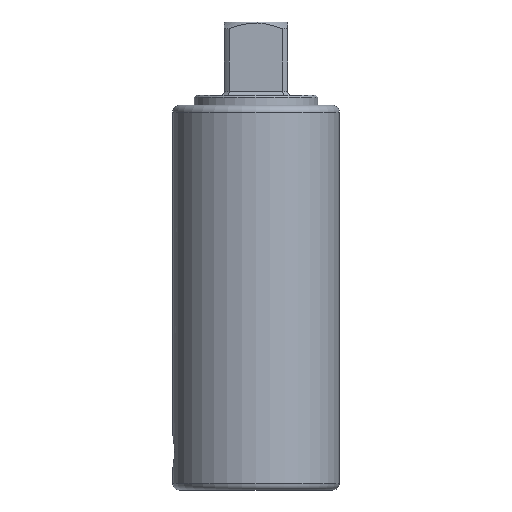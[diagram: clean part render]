
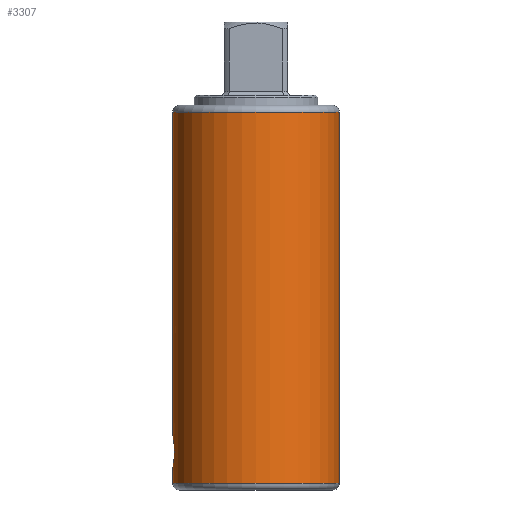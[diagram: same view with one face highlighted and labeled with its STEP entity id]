
A CAD part, left-side view. The second image highlights one B-rep face of the part: STEP entity #3307.
In plain terms, the highlighted cylindrical face has radius 12.5 mm (diameter 25 mm), a partial arc.
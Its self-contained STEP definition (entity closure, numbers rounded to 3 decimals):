
#2975=CARTESIAN_POINT('',(0.,0.,56.4));
#2976=DIRECTION('',(0.,0.,-1.));
#2977=DIRECTION('',(0.,-1.,0.));
#2978=AXIS2_PLACEMENT_3D('',#2975,#2976,#2977);
#2980=CARTESIAN_POINT('',(0.,0.,0.7));
#2981=DIRECTION('',(0.,0.,-1.));
#2982=DIRECTION('',(0.,-1.,0.));
#2983=AXIS2_PLACEMENT_3D('',#2980,#2981,#2982);
#2985=CARTESIAN_POINT('',(0.,12.5,8.));
#2986=CARTESIAN_POINT('',(-0.184,12.5,8.));
#2987=CARTESIAN_POINT('',(-0.547,12.492,
7.961));
#2988=CARTESIAN_POINT('',(-1.092,12.456,7.774));
#2989=CARTESIAN_POINT('',(-1.573,12.403,7.47));
#2990=CARTESIAN_POINT('',(-1.963,12.347,7.081));
#2991=CARTESIAN_POINT('',(-2.272,12.293,6.596));
#2992=CARTESIAN_POINT('',(-2.46,12.256,6.051));
#2993=CARTESIAN_POINT('',(-2.52,12.243,5.501));
#2994=CARTESIAN_POINT('',(-2.461,12.256,4.951));
#2995=CARTESIAN_POINT('',(-2.272,12.293,4.405));
#2996=CARTESIAN_POINT('',(-1.965,12.346,3.921));
#2997=CARTESIAN_POINT('',(-1.575,12.403,3.532));
#2998=CARTESIAN_POINT('',(-1.093,12.456,3.227));
#2999=CARTESIAN_POINT('',(-0.547,12.492,
3.039));
#3000=CARTESIAN_POINT('',(-0.184,12.5,3.));
#3001=CARTESIAN_POINT('',(0.,12.5,3.));
#3018=DIRECTION('',(0.,0.,-1.));
#3019=VECTOR('',#3018,48.4);
#3020=CARTESIAN_POINT('',(0.,12.5,56.4));
#3021=LINE('',#3020,#3019);
#3040=DIRECTION('',(0.,0.,-1.));
#3041=VECTOR('',#3040,2.3);
#3042=CARTESIAN_POINT('',(0.,12.5,3.));
#3043=LINE('',#3042,#3041);
#3049=DIRECTION('',(0.,0.,-1.));
#3050=VECTOR('',#3049,55.7);
#3051=CARTESIAN_POINT('',(0.,-12.5,56.4));
#3052=LINE('',#3051,#3050);
#3182=VERTEX_POINT('',#2985);
#3183=VERTEX_POINT('',#3001);
#3198=CARTESIAN_POINT('',(0.,-12.5,0.7));
#3199=CARTESIAN_POINT('',(0.,12.5,0.7));
#3200=VERTEX_POINT('',#3198);
#3201=VERTEX_POINT('',#3199);
#3206=CARTESIAN_POINT('',(0.,-12.5,56.4));
#3207=CARTESIAN_POINT('',(0.,12.5,56.4));
#3208=VERTEX_POINT('',#3206);
#3209=VERTEX_POINT('',#3207);
#3289=CARTESIAN_POINT('',(0.,0.,-3.185));
#3290=DIRECTION('',(0.,0.,1.));
#3291=DIRECTION('',(0.,-1.,0.));
#3292=AXIS2_PLACEMENT_3D('',#3289,#3290,#3291);
#3293=CYLINDRICAL_SURFACE('',#3292,12.5);
#3295=ORIENTED_EDGE('',*,*,#3294,.F.);
#3297=ORIENTED_EDGE('',*,*,#3296,.T.);
#3299=ORIENTED_EDGE('',*,*,#3298,.T.);
#3301=ORIENTED_EDGE('',*,*,#3300,.F.);
#3302=ORIENTED_EDGE('',*,*,#3268,.F.);
#3304=ORIENTED_EDGE('',*,*,#3303,.F.);
#3305=EDGE_LOOP('',(#3295,#3297,#3299,#3301,#3302,#3304));
#3306=FACE_OUTER_BOUND('',#3305,.F.);
#3307=ADVANCED_FACE('',(#3306),#3293,.T.);
#2979=CIRCLE('',#2978,12.5);
#2984=CIRCLE('',#2983,12.5);
#3002=B_SPLINE_CURVE_WITH_KNOTS('',3,(#2985,#2986,#2987,#2988,#2989,#2990,#2991,
#2992,#2993,#2994,#2995,#2996,#2997,#2998,#2999,#3000,#3001),.UNSPECIFIED.,.F.,
.F.,(4,1,1,1,1,1,1,1,1,1,1,1,1,1,4),(0.,0.071,0.143,
0.214,0.286,0.357,0.429,0.5,
0.571,0.643,0.714,0.786,
0.857,0.929,1.),.UNSPECIFIED.);
#3268=EDGE_CURVE('',#3182,#3183,#3002,.T.);
#3294=EDGE_CURVE('',#3208,#3209,#2979,.T.);
#3296=EDGE_CURVE('',#3208,#3200,#3052,.T.);
#3298=EDGE_CURVE('',#3200,#3201,#2984,.T.);
#3300=EDGE_CURVE('',#3183,#3201,#3043,.T.);
#3303=EDGE_CURVE('',#3209,#3182,#3021,.T.);
